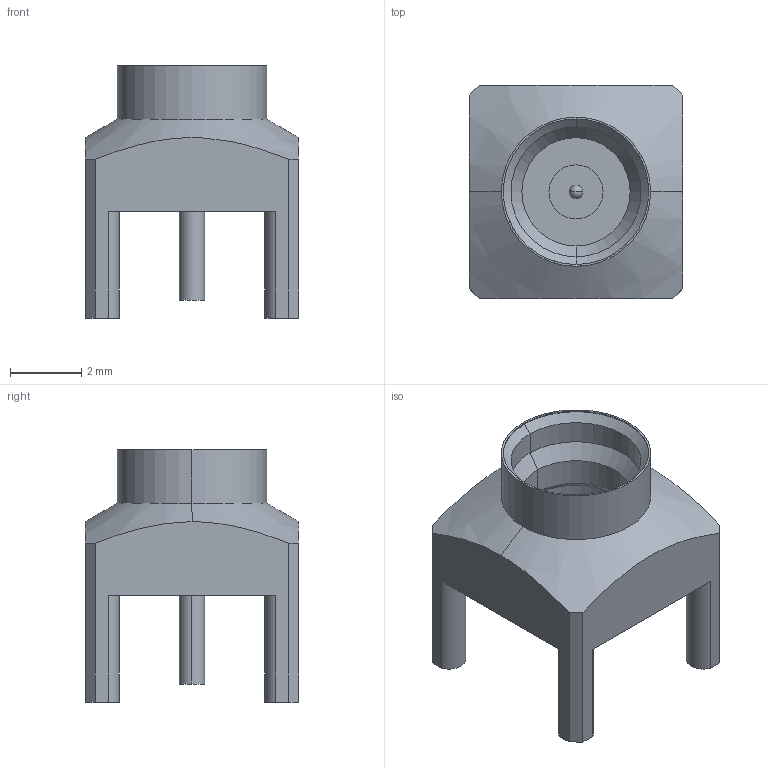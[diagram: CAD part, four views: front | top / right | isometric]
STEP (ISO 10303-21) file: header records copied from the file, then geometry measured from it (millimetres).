
FILE_DESCRIPTION (( 'STEP AP214' ), '1' );
FILE_NAME ('RFPCB-SMP-MS-18G-202_3D.step', '2023-03-17T15:13:18', ( '' ), ( '' ), 'SwSTEP 2.0', 'SolidWorks 2022', '' );
FILE_SCHEMA (( 'AUTOMOTIVE_DESIGN' ));
Length unit declared in the file: inch
Products named in the file (1): RFPCB-SMP-MS-18G-202_3D
Bounding box: 6 x 6 x 7.1 mm (x, y, z)
Volume: 87.8 mm3; surface area: 210.5 mm2
Topology: 1 solids, 1 shells, 55 faces, 132 edges, 83 vertices
Faces by surface type: cylinder 26, plane 19, cone 8, sphere 2
Entity records: 1748 total; most frequent: CARTESIAN_POINT 363, DIRECTION 282, ORIENTED_EDGE 260, EDGE_CURVE 130, AXIS2_PLACEMENT_3D 110, VERTEX_POINT 83, LINE 62, VECTOR 62
